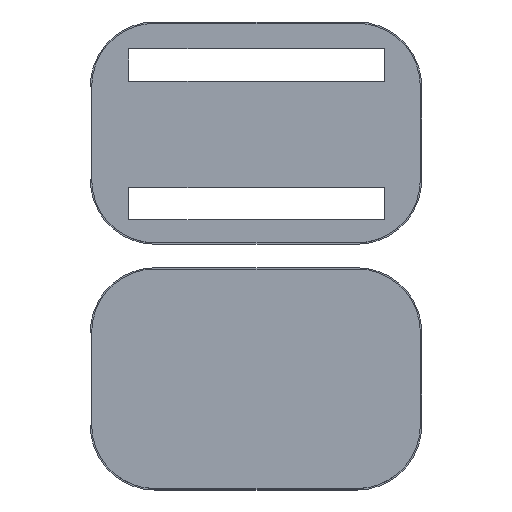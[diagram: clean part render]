
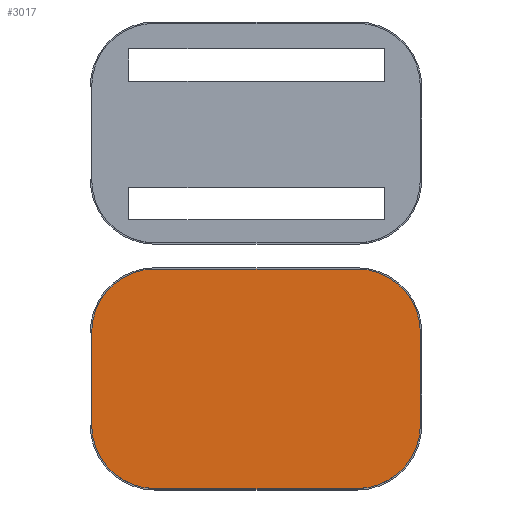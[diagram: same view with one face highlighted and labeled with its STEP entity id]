
A CAD part, top view. The second image highlights one B-rep face of the part: STEP entity #3017.
In plain terms, the highlighted planar face has unit normal (0, 0, 1).
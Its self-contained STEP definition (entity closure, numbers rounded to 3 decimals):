
#197=CIRCLE('',#3263,11.6);
#198=CIRCLE('',#3264,11.6);
#199=CIRCLE('',#3265,11.6);
#200=CIRCLE('',#3266,11.6);
#365=FACE_OUTER_BOUND('',#553,.T.);
#553=EDGE_LOOP('',(#2433,#2434,#2435,#2436,#2437,#2438,#2439,#2440));
#809=LINE('',#4930,#1097);
#810=LINE('',#4934,#1098);
#811=LINE('',#4938,#1099);
#812=LINE('',#4941,#1100);
#1097=VECTOR('',#3912,10.);
#1098=VECTOR('',#3915,10.);
#1099=VECTOR('',#3918,10.);
#1100=VECTOR('',#3921,10.);
#1377=VERTEX_POINT('',#4926);
#1378=VERTEX_POINT('',#4927);
#1379=VERTEX_POINT('',#4929);
#1380=VERTEX_POINT('',#4931);
#1381=VERTEX_POINT('',#4933);
#1382=VERTEX_POINT('',#4935);
#1383=VERTEX_POINT('',#4937);
#1384=VERTEX_POINT('',#4939);
#1749=EDGE_CURVE('',#1377,#1378,#197,.T.);
#1750=EDGE_CURVE('',#1378,#1379,#809,.T.);
#1751=EDGE_CURVE('',#1379,#1380,#198,.T.);
#1752=EDGE_CURVE('',#1380,#1381,#810,.T.);
#1753=EDGE_CURVE('',#1381,#1382,#199,.T.);
#1754=EDGE_CURVE('',#1382,#1383,#811,.T.);
#1755=EDGE_CURVE('',#1383,#1384,#200,.T.);
#1756=EDGE_CURVE('',#1377,#1384,#812,.T.);
#2433=ORIENTED_EDGE('',*,*,#1749,.T.);
#2434=ORIENTED_EDGE('',*,*,#1750,.T.);
#2435=ORIENTED_EDGE('',*,*,#1751,.T.);
#2436=ORIENTED_EDGE('',*,*,#1752,.T.);
#2437=ORIENTED_EDGE('',*,*,#1753,.T.);
#2438=ORIENTED_EDGE('',*,*,#1754,.T.);
#2439=ORIENTED_EDGE('',*,*,#1755,.T.);
#2440=ORIENTED_EDGE('',*,*,#1756,.F.);
#2883=PLANE('',#3262);
#3017=ADVANCED_FACE('',(#365),#2883,.T.);
#3262=AXIS2_PLACEMENT_3D('',#4925,#3908,#3909);
#3263=AXIS2_PLACEMENT_3D('',#4928,#3910,#3911);
#3264=AXIS2_PLACEMENT_3D('',#4932,#3913,#3914);
#3265=AXIS2_PLACEMENT_3D('',#4936,#3916,#3917);
#3266=AXIS2_PLACEMENT_3D('',#4940,#3919,#3920);
#3908=DIRECTION('center_axis',(0.,0.,1.));
#3909=DIRECTION('ref_axis',(-1.,0.,0.));
#3910=DIRECTION('center_axis',(0.,0.,1.));
#3911=DIRECTION('ref_axis',(-1.,0.,0.));
#3912=DIRECTION('',(1.,0.,0.));
#3913=DIRECTION('center_axis',(0.,0.,1.));
#3914=DIRECTION('ref_axis',(0.,-1.,0.));
#3915=DIRECTION('',(0.,1.,0.));
#3916=DIRECTION('center_axis',(0.,0.,1.));
#3917=DIRECTION('ref_axis',(1.,0.,0.));
#3918=DIRECTION('',(-1.,0.,0.));
#3919=DIRECTION('center_axis',(0.,0.,1.));
#3920=DIRECTION('ref_axis',(0.,1.,0.));
#3921=DIRECTION('',(0.,1.,0.));
#4925=CARTESIAN_POINT('Origin',(27.5,-27.5,8.));
#4926=CARTESIAN_POINT('',(-2.6,-36.,8.));
#4927=CARTESIAN_POINT('',(9.,-47.6,8.));
#4928=CARTESIAN_POINT('Origin',(9.,-36.,8.));
#4929=CARTESIAN_POINT('',(46.,-47.6,8.));
#4930=CARTESIAN_POINT('',(9.,-47.6,8.));
#4931=CARTESIAN_POINT('',(57.6,-36.,8.));
#4932=CARTESIAN_POINT('Origin',(46.,-36.,8.));
#4933=CARTESIAN_POINT('',(57.6,-19.,8.));
#4934=CARTESIAN_POINT('',(57.6,-36.,8.));
#4935=CARTESIAN_POINT('',(46.,-7.4,8.));
#4936=CARTESIAN_POINT('Origin',(46.,-19.,8.));
#4937=CARTESIAN_POINT('',(9.,-7.4,8.));
#4938=CARTESIAN_POINT('',(46.,-7.4,8.));
#4939=CARTESIAN_POINT('',(-2.6,-19.,8.));
#4940=CARTESIAN_POINT('Origin',(9.,-19.,8.));
#4941=CARTESIAN_POINT('',(-2.6,-27.5,8.));
